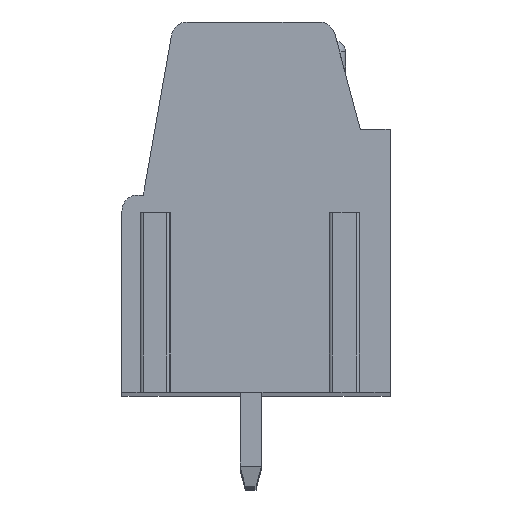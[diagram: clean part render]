
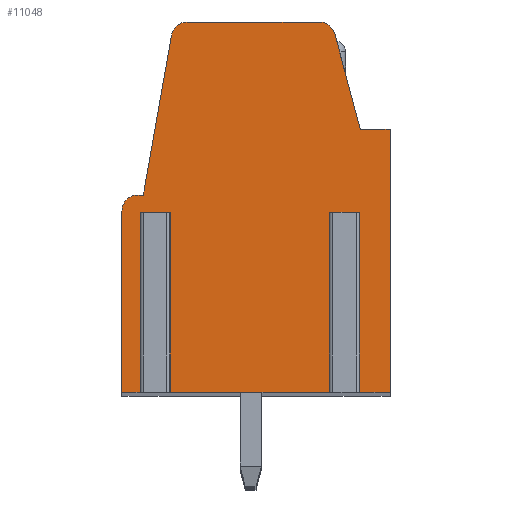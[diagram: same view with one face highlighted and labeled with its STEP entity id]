
A CAD part, top view. The second image highlights one B-rep face of the part: STEP entity #11048.
In plain terms, the highlighted planar face has unit normal (0, 0, 1).
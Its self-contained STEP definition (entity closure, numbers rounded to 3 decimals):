
#13=DIRECTION('',(-1.,0.,0.));
#14=VECTOR('',#13,0.62);
#15=CARTESIAN_POINT('',(3.61,-0.65,83.82));
#16=LINE('',#15,#14);
#17=DIRECTION('',(0.,1.,0.));
#18=VECTOR('',#17,6.7);
#19=CARTESIAN_POINT('',(2.99,-7.35,83.82));
#20=LINE('',#19,#18);
#21=DIRECTION('',(1.,0.,0.));
#22=VECTOR('',#21,6.43);
#23=CARTESIAN_POINT('',(-3.44,-7.35,83.82));
#24=LINE('',#23,#22);
#25=DIRECTION('',(0.,1.,0.));
#26=VECTOR('',#25,6.7);
#27=CARTESIAN_POINT('',(-3.44,-7.35,83.82));
#28=LINE('',#27,#26);
#29=DIRECTION('',(-1.,0.,0.));
#30=VECTOR('',#29,0.62);
#31=CARTESIAN_POINT('',(-3.44,-0.65,83.82));
#32=LINE('',#31,#30);
#33=DIRECTION('',(0.,1.,0.));
#34=VECTOR('',#33,6.7);
#35=CARTESIAN_POINT('',(-4.06,-7.35,83.82));
#36=LINE('',#35,#34);
#37=DIRECTION('',(1.,0.,0.));
#38=VECTOR('',#37,0.94);
#39=CARTESIAN_POINT('',(-5.,-7.35,83.82));
#40=LINE('',#39,#38);
#41=DIRECTION('',(0.,-1.,0.));
#42=VECTOR('',#41,6.75);
#43=CARTESIAN_POINT('',(-5.,-0.6,83.82));
#44=LINE('',#43,#42);
#45=CARTESIAN_POINT('',(-4.4,-0.6,83.82));
#46=DIRECTION('',(0.,0.,1.));
#47=DIRECTION('',(0.,1.,0.));
#48=AXIS2_PLACEMENT_3D('',#45,#46,#47);
#50=DIRECTION('',(-1.,0.,0.));
#51=VECTOR('',#50,0.2);
#52=CARTESIAN_POINT('',(-4.2,0.,83.82));
#53=LINE('',#52,#51);
#54=DIRECTION('',(-0.174,-0.985,0.));
#55=VECTOR('',#54,6.046);
#56=CARTESIAN_POINT('',(-3.15,5.954,83.82));
#57=LINE('',#56,#55);
#58=CARTESIAN_POINT('',(-2.559,5.85,83.82));
#59=DIRECTION('',(0.,0.,1.));
#60=DIRECTION('',(0.,1.,0.));
#61=AXIS2_PLACEMENT_3D('',#58,#59,#60);
#63=DIRECTION('',(-1.,0.,0.));
#64=VECTOR('',#63,4.917);
#65=CARTESIAN_POINT('',(2.358,6.45,83.82));
#66=LINE('',#65,#64);
#67=CARTESIAN_POINT('',(2.358,5.85,83.82));
#68=DIRECTION('',(0.,0.,1.));
#69=DIRECTION('',(0.966,0.259,0.));
#70=AXIS2_PLACEMENT_3D('',#67,#68,#69);
#72=DIRECTION('',(-0.259,0.966,0.));
#73=VECTOR('',#72,3.681);
#74=CARTESIAN_POINT('',(3.89,2.45,83.82));
#75=LINE('',#74,#73);
#76=DIRECTION('',(-1.,0.,0.));
#77=VECTOR('',#76,1.11);
#78=CARTESIAN_POINT('',(5.,2.45,83.82));
#79=LINE('',#78,#77);
#80=DIRECTION('',(0.,1.,0.));
#81=VECTOR('',#80,9.8);
#82=CARTESIAN_POINT('',(5.,-7.35,83.82));
#83=LINE('',#82,#81);
#84=DIRECTION('',(1.,0.,0.));
#85=VECTOR('',#84,1.39);
#86=CARTESIAN_POINT('',(3.61,-7.35,83.82));
#87=LINE('',#86,#85);
#88=DIRECTION('',(0.,1.,0.));
#89=VECTOR('',#88,6.7);
#90=CARTESIAN_POINT('',(3.61,-7.35,83.82));
#91=LINE('',#90,#89);
#8722=CARTESIAN_POINT('',(-5.,-0.6,83.82));
#8723=CARTESIAN_POINT('',(-5.,-7.35,83.82));
#8724=VERTEX_POINT('',#8722);
#8725=VERTEX_POINT('',#8723);
#8726=CARTESIAN_POINT('',(5.,-7.35,83.82));
#8727=CARTESIAN_POINT('',(5.,2.45,83.82));
#8728=VERTEX_POINT('',#8726);
#8729=VERTEX_POINT('',#8727);
#8730=CARTESIAN_POINT('',(3.89,2.45,83.82));
#8731=VERTEX_POINT('',#8730);
#8732=CARTESIAN_POINT('',(2.937,6.005,83.82));
#8733=VERTEX_POINT('',#8732);
#8734=CARTESIAN_POINT('',(2.358,6.45,83.82));
#8735=VERTEX_POINT('',#8734);
#8736=CARTESIAN_POINT('',(-2.559,6.45,83.82));
#8737=VERTEX_POINT('',#8736);
#8738=CARTESIAN_POINT('',(-3.15,5.954,83.82));
#8739=VERTEX_POINT('',#8738);
#8740=CARTESIAN_POINT('',(-4.2,0.,83.82));
#8741=VERTEX_POINT('',#8740);
#8742=CARTESIAN_POINT('',(-4.4,0.,83.82));
#8743=VERTEX_POINT('',#8742);
#8862=CARTESIAN_POINT('',(3.61,-0.65,83.82));
#8863=CARTESIAN_POINT('',(2.99,-0.65,83.82));
#8864=VERTEX_POINT('',#8862);
#8865=VERTEX_POINT('',#8863);
#8866=CARTESIAN_POINT('',(-3.44,-0.65,83.82));
#8867=CARTESIAN_POINT('',(-4.06,-0.65,83.82));
#8868=VERTEX_POINT('',#8866);
#8869=VERTEX_POINT('',#8867);
#8870=CARTESIAN_POINT('',(-4.06,-7.35,83.82));
#8871=VERTEX_POINT('',#8870);
#8872=CARTESIAN_POINT('',(-3.44,-7.35,83.82));
#8873=VERTEX_POINT('',#8872);
#8874=CARTESIAN_POINT('',(3.61,-7.35,83.82));
#8875=VERTEX_POINT('',#8874);
#8876=CARTESIAN_POINT('',(2.99,-7.35,83.82));
#8877=VERTEX_POINT('',#8876);
#11003=CARTESIAN_POINT('',(0.,0.,83.82));
#11004=DIRECTION('',(0.,0.,1.));
#11005=DIRECTION('',(1.,0.,0.));
#11006=AXIS2_PLACEMENT_3D('',#11003,#11004,#11005);
#11007=PLANE('',#11006);
#11009=ORIENTED_EDGE('',*,*,#11008,.T.);
#11011=ORIENTED_EDGE('',*,*,#11010,.F.);
#11013=ORIENTED_EDGE('',*,*,#11012,.F.);
#11015=ORIENTED_EDGE('',*,*,#11014,.T.);
#11017=ORIENTED_EDGE('',*,*,#11016,.T.);
#11019=ORIENTED_EDGE('',*,*,#11018,.F.);
#11021=ORIENTED_EDGE('',*,*,#11020,.F.);
#11023=ORIENTED_EDGE('',*,*,#11022,.F.);
#11025=ORIENTED_EDGE('',*,*,#11024,.F.);
#11027=ORIENTED_EDGE('',*,*,#11026,.F.);
#11029=ORIENTED_EDGE('',*,*,#11028,.F.);
#11031=ORIENTED_EDGE('',*,*,#11030,.F.);
#11033=ORIENTED_EDGE('',*,*,#11032,.F.);
#11035=ORIENTED_EDGE('',*,*,#11034,.F.);
#11037=ORIENTED_EDGE('',*,*,#11036,.F.);
#11039=ORIENTED_EDGE('',*,*,#11038,.F.);
#11041=ORIENTED_EDGE('',*,*,#11040,.F.);
#11043=ORIENTED_EDGE('',*,*,#11042,.F.);
#11045=ORIENTED_EDGE('',*,*,#11044,.T.);
#11046=EDGE_LOOP('',(#11009,#11011,#11013,#11015,#11017,#11019,#11021,#11023,
#11025,#11027,#11029,#11031,#11033,#11035,#11037,#11039,#11041,#11043,#11045));
#11047=FACE_OUTER_BOUND('',#11046,.F.);
#49=CIRCLE('',#48,0.6);
#62=CIRCLE('',#61,0.6);
#71=CIRCLE('',#70,0.6);
#11008=EDGE_CURVE('',#8864,#8865,#16,.T.);
#11010=EDGE_CURVE('',#8877,#8865,#20,.T.);
#11012=EDGE_CURVE('',#8873,#8877,#24,.T.);
#11014=EDGE_CURVE('',#8873,#8868,#28,.T.);
#11016=EDGE_CURVE('',#8868,#8869,#32,.T.);
#11018=EDGE_CURVE('',#8871,#8869,#36,.T.);
#11020=EDGE_CURVE('',#8725,#8871,#40,.T.);
#11022=EDGE_CURVE('',#8724,#8725,#44,.T.);
#11024=EDGE_CURVE('',#8743,#8724,#49,.T.);
#11026=EDGE_CURVE('',#8741,#8743,#53,.T.);
#11028=EDGE_CURVE('',#8739,#8741,#57,.T.);
#11030=EDGE_CURVE('',#8737,#8739,#62,.T.);
#11032=EDGE_CURVE('',#8735,#8737,#66,.T.);
#11034=EDGE_CURVE('',#8733,#8735,#71,.T.);
#11036=EDGE_CURVE('',#8731,#8733,#75,.T.);
#11038=EDGE_CURVE('',#8729,#8731,#79,.T.);
#11040=EDGE_CURVE('',#8728,#8729,#83,.T.);
#11042=EDGE_CURVE('',#8875,#8728,#87,.T.);
#11044=EDGE_CURVE('',#8875,#8864,#91,.T.);
#11048=ADVANCED_FACE('',(#11047),#11007,.T.);
